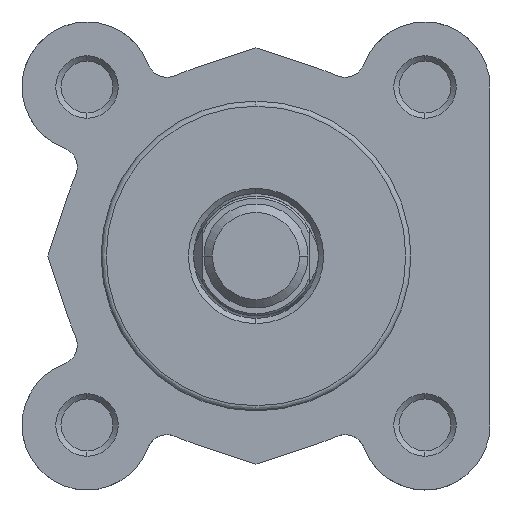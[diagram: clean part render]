
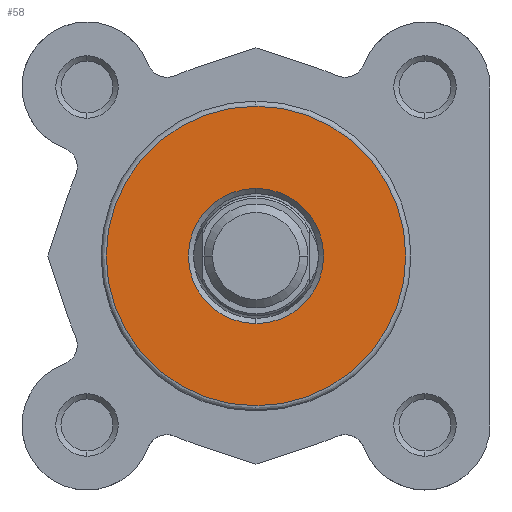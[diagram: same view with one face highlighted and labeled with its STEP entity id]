
A CAD part, left-side view. The second image highlights one B-rep face of the part: STEP entity #58.
In plain terms, the highlighted planar face has unit normal (-1, 0, 0).
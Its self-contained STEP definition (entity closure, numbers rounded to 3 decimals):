
#58 = ADVANCED_FACE ( 'NONE', ( #4472, #4486 ), #207, .T. ) ;
#205 = DIRECTION ( 'NONE',  ( 0., 0., 1. ) ) ;
#206 = DIRECTION ( 'NONE',  ( -1., 0., 0. ) ) ;
#207 = PLANE ( 'NONE',  #1992 ) ;
#208 = CARTESIAN_POINT ( 'NONE',  ( 0., -6., 0. ) ) ;
#551 = VERTEX_POINT ( 'NONE', #2339 ) ;
#552 = VERTEX_POINT ( 'NONE', #2340 ) ;
#555 = VERTEX_POINT ( 'NONE', #2343 ) ;
#556 = VERTEX_POINT ( 'NONE', #2344 ) ;
#1364 = EDGE_LOOP ( 'NONE', ( #4056, #3788 ) ) ;
#1365 = EDGE_LOOP ( 'NONE', ( #3809, #3746 ) ) ;
#1735 = EDGE_CURVE ( 'NONE', #555, #556, #5051, .T. ) ;
#1739 = EDGE_CURVE ( 'NONE', #551, #552, #5057, .T. ) ;
#1848 = EDGE_CURVE ( 'NONE', #552, #551, #6233, .T. ) ;
#1851 = EDGE_CURVE ( 'NONE', #556, #555, #6236, .T. ) ;
#1992 = AXIS2_PLACEMENT_3D ( 'NONE', #208, #206, #205 ) ;
#2196 = AXIS2_PLACEMENT_3D ( 'NONE', #3439, #3440, #3441 ) ;
#2198 = AXIS2_PLACEMENT_3D ( 'NONE', #3449, #3450, #3451 ) ;
#2339 = CARTESIAN_POINT ( 'NONE',  ( 0., 0., 14.4 ) ) ;
#2340 = CARTESIAN_POINT ( 'NONE',  ( 0., 0., -14.4 ) ) ;
#2343 = CARTESIAN_POINT ( 'NONE',  ( 0., 0., 6.5 ) ) ;
#2344 = CARTESIAN_POINT ( 'NONE',  ( 0., 0., -6.5 ) ) ;
#3439 = CARTESIAN_POINT ( 'NONE',  ( 0., 0., 0. ) ) ;
#3440 = DIRECTION ( 'NONE',  ( 1., 0., 0. ) ) ;
#3441 = DIRECTION ( 'NONE',  ( 0., 0., 1. ) ) ;
#3449 = CARTESIAN_POINT ( 'NONE',  ( 0., 0., 0. ) ) ;
#3450 = DIRECTION ( 'NONE',  ( -1., 0., 0. ) ) ;
#3451 = DIRECTION ( 'NONE',  ( 0., 0., 1. ) ) ;
#3746 = ORIENTED_EDGE ( 'NONE', *, *, #1851, .T. ) ;
#3788 = ORIENTED_EDGE ( 'NONE', *, *, #1848, .T. ) ;
#3809 = ORIENTED_EDGE ( 'NONE', *, *, #1735, .T. ) ;
#4056 = ORIENTED_EDGE ( 'NONE', *, *, #1739, .T. ) ;
#4472 = FACE_BOUND ( 'NONE', #1365, .T. ) ;
#4486 = FACE_OUTER_BOUND ( 'NONE', #1364, .T. ) ;
#5051 = CIRCLE ( 'NONE', #2196, 6.5 ) ;
#5057 = CIRCLE ( 'NONE', #2198, 14.4 ) ;
#5409 = CARTESIAN_POINT ( 'NONE',  ( 0., 0., 0. ) ) ;
#5416 = DIRECTION ( 'NONE',  ( -1., 0., 0. ) ) ;
#5417 = DIRECTION ( 'NONE',  ( 0., 0., 1. ) ) ;
#5418 = CARTESIAN_POINT ( 'NONE',  ( 0., 0., 0. ) ) ;
#5425 = DIRECTION ( 'NONE',  ( 1., 0., 0. ) ) ;
#5426 = DIRECTION ( 'NONE',  ( 0., 0., 1. ) ) ;
#6233 = CIRCLE ( 'NONE', #6689, 14.4 ) ;
#6236 = CIRCLE ( 'NONE', #6692, 6.5 ) ;
#6689 = AXIS2_PLACEMENT_3D ( 'NONE', #5409, #5416, #5417 ) ;
#6692 = AXIS2_PLACEMENT_3D ( 'NONE', #5418, #5425, #5426 ) ;
